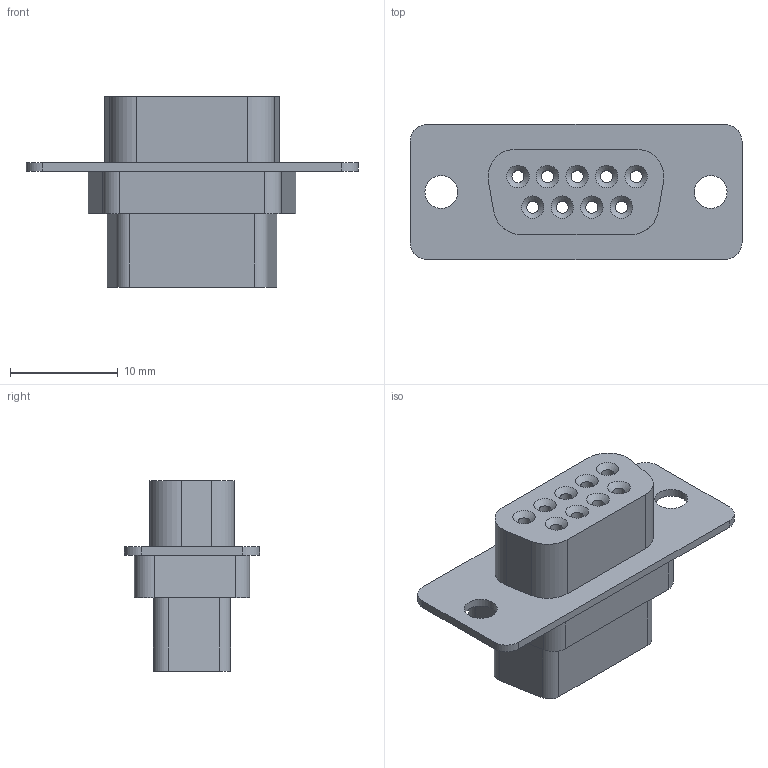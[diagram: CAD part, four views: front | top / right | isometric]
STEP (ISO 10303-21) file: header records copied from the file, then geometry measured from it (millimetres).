
FILE_DESCRIPTION(/* description */ ('Receptacle, Subminiature D Connector'),/* implementation_level */ '2;1');
FILE_NAME(/* name */ 'db9.stp',/* time_stamp */ '2021-12-06T14:51:32+03:00',/* author */ ('Ali'),/* organization */ (''),/* preprocessor_version */ 'ST-DEVELOPER v18.1',/* originating_system */ 'Autodesk Inventor 2021',/* authorisation */ '');
FILE_SCHEMA (('AUTOMOTIVE_DESIGN { 1 0 10303 214 3 1 1 }'));
Length unit declared in the file: inch
Products named in the file (1): D-Sub Female 9CKT Crimp
Bounding box: 30.81 x 12.55 x 17.7 mm (x, y, z)
Volume: 2056.7 mm3; surface area: 2456.3 mm2
Topology: 1 solids, 1 shells, 83 faces, 195 edges, 127 vertices
Faces by surface type: plane 38, cylinder 36, cone 9
Full cylindrical faces by diameter (mm): 1.118 x9, 2.21 x9, 3.048 x2
Entity records: 2595 total; most frequent: DIRECTION 444, CARTESIAN_POINT 406, ORIENTED_EDGE 390, EDGE_CURVE 195, AXIS2_PLACEMENT_3D 165, VERTEX_POINT 127, EDGE_LOOP 118, LINE 114
